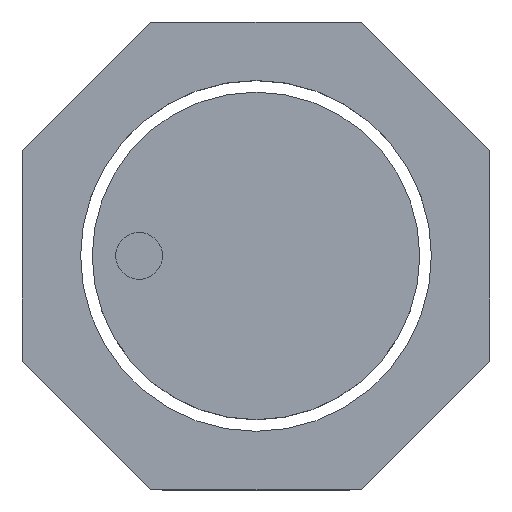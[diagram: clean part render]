
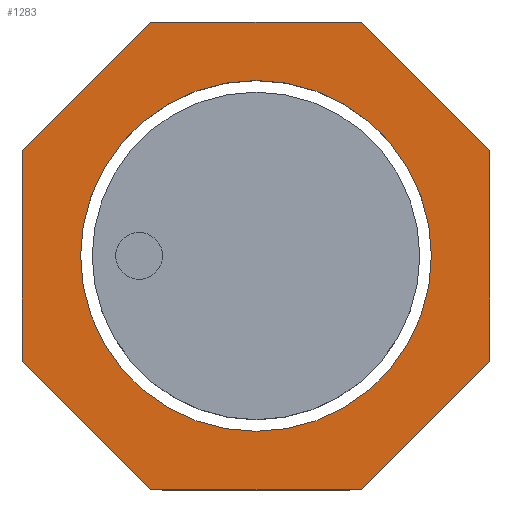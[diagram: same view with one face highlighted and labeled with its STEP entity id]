
A CAD part, top view. The second image highlights one B-rep face of the part: STEP entity #1283.
In plain terms, the highlighted planar face has unit normal (0, 0, 1).
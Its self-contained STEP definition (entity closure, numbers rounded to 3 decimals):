
#955=CARTESIAN_POINT('',(0.,3.0,2.0));
#956=VERTEX_POINT('',#955);
#965=CARTESIAN_POINT('',(0.,-3.,2.));
#966=VERTEX_POINT('',#965);
#967=CARTESIAN_POINT('',(0.,0.,2.));
#968=DIRECTION('',(0.0,0.0,-1.0));
#969=DIRECTION('',(0.0,1.0,0.0));
#970=AXIS2_PLACEMENT_3D('',#967,#968,#969);
#971=CIRCLE('',#970,3.);
#972=EDGE_CURVE('',#966,#956,#971,.T.);
#1006=CARTESIAN_POINT('',(0.,0.,2.));
#1007=DIRECTION('',(0.0,0.0,-1.0));
#1008=DIRECTION('',(0.0,1.0,0.0));
#1009=AXIS2_PLACEMENT_3D('',#1006,#1007,#1008);
#1010=CIRCLE('',#1009,3.);
#1011=EDGE_CURVE('',#956,#966,#1010,.T.);
#1021=CARTESIAN_POINT('',(-1.8,4.0,2.));
#1022=VERTEX_POINT('',#1021);
#1023=CARTESIAN_POINT('',(1.8,4.0,2.));
#1024=VERTEX_POINT('',#1023);
#1025=CARTESIAN_POINT('',(-1.8,4.0,2.0));
#1026=DIRECTION('',(1.0,0.0,0.0));
#1027=VECTOR('',#1026,3.6);
#1028=LINE('',#1025,#1027);
#1029=EDGE_CURVE('',#1022,#1024,#1028,.T.);
#1061=CARTESIAN_POINT('',(4.0,1.8,2.));
#1062=VERTEX_POINT('',#1061);
#1063=CARTESIAN_POINT('',(1.8,4.0,2.0));
#1064=DIRECTION('',(0.707,-0.707,0.0));
#1065=VECTOR('',#1064,3.111);
#1066=LINE('',#1063,#1065);
#1067=EDGE_CURVE('',#1024,#1062,#1066,.T.);
#1092=CARTESIAN_POINT('',(4.0,-1.8,2.));
#1093=VERTEX_POINT('',#1092);
#1094=CARTESIAN_POINT('',(4.0,1.8,2.0));
#1095=DIRECTION('',(0.0,-1.0,0.0));
#1096=VECTOR('',#1095,3.6);
#1097=LINE('',#1094,#1096);
#1098=EDGE_CURVE('',#1062,#1093,#1097,.T.);
#1123=CARTESIAN_POINT('',(1.8,-4.0,2.));
#1124=VERTEX_POINT('',#1123);
#1125=CARTESIAN_POINT('',(4.0,-1.8,2.0));
#1126=DIRECTION('',(-0.707,-0.707,0.0));
#1127=VECTOR('',#1126,3.111);
#1128=LINE('',#1125,#1127);
#1129=EDGE_CURVE('',#1093,#1124,#1128,.T.);
#1154=CARTESIAN_POINT('',(-1.8,-4.0,2.));
#1155=VERTEX_POINT('',#1154);
#1156=CARTESIAN_POINT('',(1.8,-4.0,2.0));
#1157=DIRECTION('',(-1.0,0.0,0.0));
#1158=VECTOR('',#1157,3.6);
#1159=LINE('',#1156,#1158);
#1160=EDGE_CURVE('',#1124,#1155,#1159,.T.);
#1185=CARTESIAN_POINT('',(-4.0,-1.8,2.));
#1186=VERTEX_POINT('',#1185);
#1187=CARTESIAN_POINT('',(-1.8,-4.0,2.0));
#1188=DIRECTION('',(-0.707,0.707,0.0));
#1189=VECTOR('',#1188,3.111);
#1190=LINE('',#1187,#1189);
#1191=EDGE_CURVE('',#1155,#1186,#1190,.T.);
#1216=CARTESIAN_POINT('',(-4.0,1.8,2.));
#1217=VERTEX_POINT('',#1216);
#1218=CARTESIAN_POINT('',(-4.0,-1.8,2.0));
#1219=DIRECTION('',(0.0,1.0,0.0));
#1220=VECTOR('',#1219,3.6);
#1221=LINE('',#1218,#1220);
#1222=EDGE_CURVE('',#1186,#1217,#1221,.T.);
#1247=CARTESIAN_POINT('',(-4.0,1.8,2.0));
#1248=DIRECTION('',(0.707,0.707,0.0));
#1249=VECTOR('',#1248,3.111);
#1250=LINE('',#1247,#1249);
#1251=EDGE_CURVE('',#1217,#1022,#1250,.T.);
#1264=CARTESIAN_POINT('',(0.,0.,2.));
#1265=DIRECTION('',(0.0,0.0,1.0));
#1266=DIRECTION('',(0.0,1.0,0.0));
#1267=AXIS2_PLACEMENT_3D('',#1264,#1265,#1266);
#1268=PLANE('',#1267);
#1269=ORIENTED_EDGE('',*,*,#1029,.F.);
#1270=ORIENTED_EDGE('',*,*,#1251,.F.);
#1271=ORIENTED_EDGE('',*,*,#1222,.F.);
#1272=ORIENTED_EDGE('',*,*,#1191,.F.);
#1273=ORIENTED_EDGE('',*,*,#1160,.F.);
#1274=ORIENTED_EDGE('',*,*,#1129,.F.);
#1275=ORIENTED_EDGE('',*,*,#1098,.F.);
#1276=ORIENTED_EDGE('',*,*,#1067,.F.);
#1277=EDGE_LOOP('',(#1269,#1270,#1271,#1272,#1273,#1274,#1275,#1276));
#1278=FACE_OUTER_BOUND('',#1277,.T.);
#1279=ORIENTED_EDGE('',*,*,#1011,.T.);
#1280=ORIENTED_EDGE('',*,*,#972,.T.);
#1281=EDGE_LOOP('',(#1279,#1280));
#1282=FACE_BOUND('',#1281,.T.);
#1283=ADVANCED_FACE('',(#1278,#1282),#1268,.T.);
